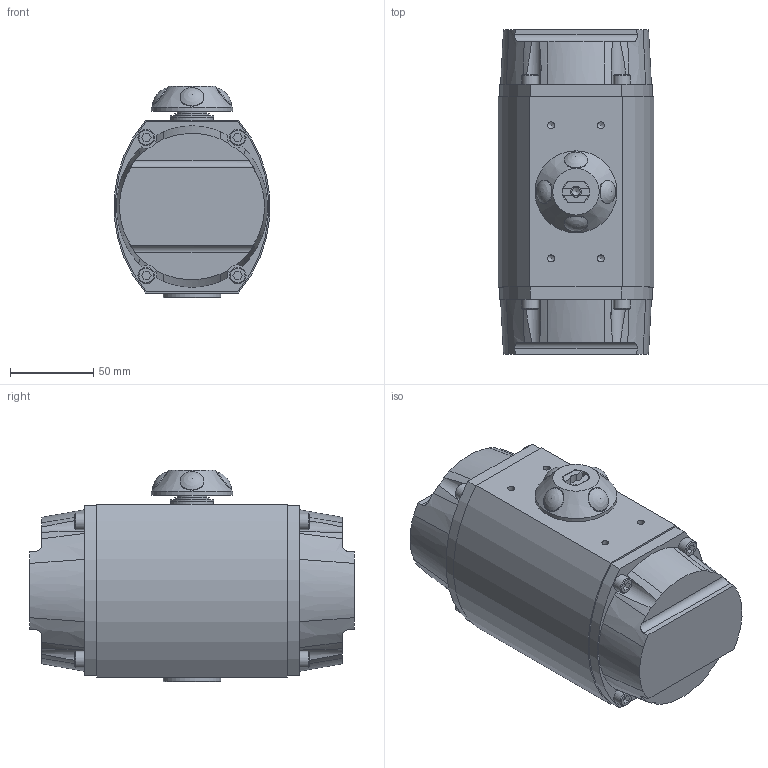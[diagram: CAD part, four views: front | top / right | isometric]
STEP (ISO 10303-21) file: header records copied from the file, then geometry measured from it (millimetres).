
FILE_DESCRIPTION((''),'2;1');
FILE_NAME('GA-15-40R-EU-A-1.stp','2011-05-16T13:05:10',('jaday'),(''),'Autodesk Inventor 2009','Autodesk Inventor 2009','');
FILE_SCHEMA(('AUTOMOTIVE_DESIGN { 1 0 10303 214 1 1 1 1 }'));
Length unit declared in the file: millimetre
Products named in the file (13): GA-15-40R-EU-A-1; GA-BR8415-10480-A-1; GA-B08415-12250-A-1; GA-B08415-12150-A-1; GA-BR8415-18480-A-1; GA-B08415-34050-A-1; GA-B08400-34051-R-A-1; GA-B08400-34051-W-A-1; GA-M18-0-000-A0A-A-1; GA-B08415-52100-A-1; GA-B08415-28300-A-1; M06-8-050-2QR-A-1; GA-B08415-22100-A-1
Assembly tree (21 placements, depth 2):
  GA-15-40R-EU-A-1
    GA-BR8415-10480-A-1
    GA-B08415-12250-A-1
    GA-B08415-12150-A-1
    GA-BR8415-18480-A-1
    GA-B08415-34050-A-1
    GA-B08400-34051-R-A-1  x2
    GA-B08400-34051-W-A-1  x2
    GA-M18-0-000-A0A-A-1
    GA-B08415-52100-A-1
    GA-B08415-28300-A-1
    M06-8-050-2QR-A-1  x8
    GA-B08415-22100-A-1
Bounding box: 93.51 x 195.25 x 127.29 mm (x, y, z)
Volume: 922312.1 mm3; surface area: 174831 mm2
Topology: 21 solids, 21 shells, 393 faces, 926 edges, 606 vertices
Faces by surface type: plane 169, cylinder 104, bspline 66, cone 48, sphere 4, torus 2
Full cylindrical faces by diameter (mm): 4.134 x4, 4.917 x8, 6 x8, 6.5 x1, 6.65 x8, 10 x8, 10.7 x4, 14.15 x4, 16.945 x1, 17 x1, 17.975 x2, 18.15 x1, 18.175 x1, 20.82 x1, 22.275 x1, 25.9 x2, 26.352 x1, 27.875 x1, 28.025 x1, 29.1 x1, 31.36 x1, 32.45 x1, 34.955 x1, 38.425 x1, 38.56 x1, 49.25 x1, 82.61 x1
Entity records: 10643 total; most frequent: CARTESIAN_POINT 4478, DIRECTION 1124, ORIENTED_EDGE 1074, EDGE_CURVE 537, AXIS2_PLACEMENT_3D 478, EDGE_LOOP 452, VERTEX_POINT 407, FACE_OUTER_BOUND 283
